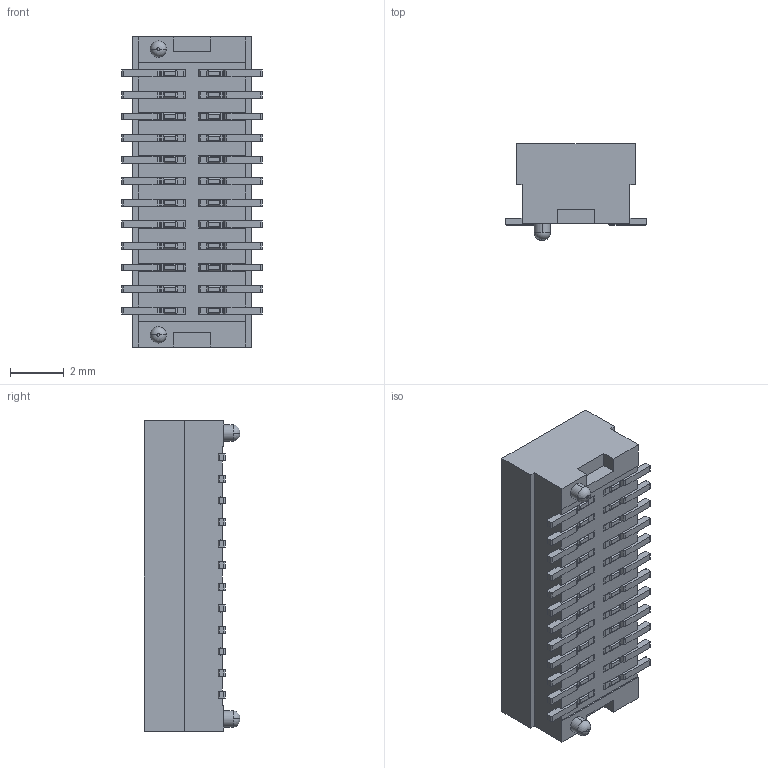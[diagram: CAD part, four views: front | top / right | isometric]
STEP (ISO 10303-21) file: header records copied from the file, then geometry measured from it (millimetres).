
FILE_DESCRIPTION (( 'STEP AP214' ), '1' );
FILE_NAME ('SGDBF-08-024P-H30_sw.STEP', '2023-04-10T13:25:40', ( '' ), ( '' ), 'SwSTEP 2.0', 'SolidWorks 2023', '' );
FILE_SCHEMA (( 'AUTOMOTIVE_DESIGN' ));
Length unit declared in the file: millimetre
Products named in the file (3): SGDBF-08-024P-H30.stp; SGDBF-08-024P-H30_sw; 24P.stp
Assembly tree (2 placements, depth 3):
  SGDBF-08-024P-H30_sw
    SGDBF-08-024P-H30.stp
      24P.stp
Bounding box: 5.2 x 3.55 x 11.5 mm (x, y, z)
Volume: 101.8 mm3; surface area: 443.3 mm2
Topology: 1 solids, 1 shells, 1458 faces, 4116 edges, 2712 vertices
Faces by surface type: plane 946, cylinder 508, torus 4
Entity records: 47073 total; most frequent: CARTESIAN_POINT 8436, ORIENTED_EDGE 8232, DIRECTION 7976, EDGE_CURVE 4116, LINE 3088, VECTOR 3088, VERTEX_POINT 2712, AXIS2_PLACEMENT_3D 2444
